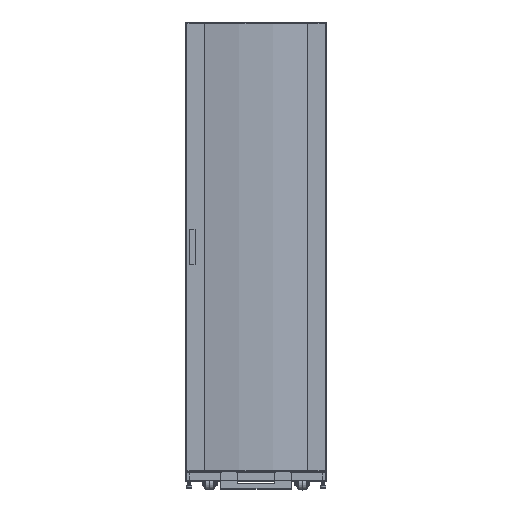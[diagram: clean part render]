
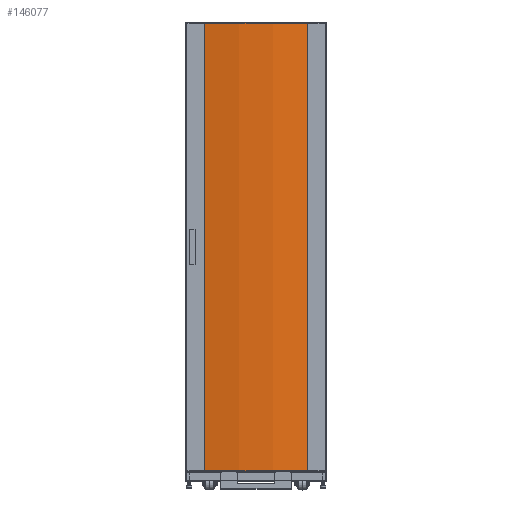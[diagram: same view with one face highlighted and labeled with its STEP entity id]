
A CAD part, top view. The second image highlights one B-rep face of the part: STEP entity #146077.
In plain terms, the highlighted cylindrical face has radius 1032.2 mm (diameter 2064.39 mm), a partial arc.
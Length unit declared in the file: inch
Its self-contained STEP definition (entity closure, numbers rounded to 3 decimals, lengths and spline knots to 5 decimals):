
#2447 = DIRECTION ( 'NONE',  ( 0., -1., 0. ) ) ;
#3012 = ORIENTED_EDGE ( 'NONE', *, *, #68677, .T. ) ;
#4241 = CARTESIAN_POINT ( 'NONE',  ( 8.61998, -37.6378, 0.00045 ) ) ;
#4812 = ORIENTED_EDGE ( 'NONE', *, *, #62959, .T. ) ;
#12819 = EDGE_LOOP ( 'NONE', ( #123793, #4812, #3012, #116432 ) ) ;
#29723 = CARTESIAN_POINT ( 'NONE',  ( 0., -37.6378, -39.71247 ) ) ;
#30644 = FACE_OUTER_BOUND ( 'NONE', #12819, .T. ) ;
#35623 = CARTESIAN_POINT ( 'NONE',  ( -8.61998, 37.6378, 0.00045 ) ) ;
#42241 = CYLINDRICAL_SURFACE ( 'NONE', #150251, 40.63767 ) ;
#48126 = EDGE_CURVE ( 'NONE', #48916, #153076, #129649, .T. ) ;
#48916 = VERTEX_POINT ( 'NONE', #140757 ) ;
#52196 = DIRECTION ( 'NONE',  ( 0., 1., 0. ) ) ;
#55359 = AXIS2_PLACEMENT_3D ( 'NONE', #162342, #114716, #136588 ) ;
#56191 = LINE ( 'NONE', #57003, #74175 ) ;
#56863 = CARTESIAN_POINT ( 'NONE',  ( -8.61998, -37.6378, 0.00045 ) ) ;
#57003 = CARTESIAN_POINT ( 'NONE',  ( -8.61998, 37.6378, 0.00045 ) ) ;
#62959 = EDGE_CURVE ( 'NONE', #153076, #145411, #56191, .T. ) ;
#66410 = CARTESIAN_POINT ( 'NONE',  ( 0., 37.6378, -39.71247 ) ) ;
#68677 = EDGE_CURVE ( 'NONE', #145411, #69329, #148499, .T. ) ;
#69329 = VERTEX_POINT ( 'NONE', #4241 ) ;
#74175 = VECTOR ( 'NONE', #118439, 39.37008 ) ;
#78807 = CARTESIAN_POINT ( 'NONE',  ( 8.61998, 37.6378, 0.00045 ) ) ;
#92937 = DIRECTION ( 'NONE',  ( 0., 0., -1. ) ) ;
#114433 = LINE ( 'NONE', #78807, #153814 ) ;
#114716 = DIRECTION ( 'NONE',  ( 0., -1., 0. ) ) ;
#116027 = DIRECTION ( 'NONE',  ( 0., 1., 0. ) ) ;
#116432 = ORIENTED_EDGE ( 'NONE', *, *, #119478, .T. ) ;
#116900 = AXIS2_PLACEMENT_3D ( 'NONE', #29723, #116027, #155135 ) ;
#118439 = DIRECTION ( 'NONE',  ( 0., -1., 0. ) ) ;
#119478 = EDGE_CURVE ( 'NONE', #69329, #48916, #114433, .T. ) ;
#123793 = ORIENTED_EDGE ( 'NONE', *, *, #48126, .T. ) ;
#129649 = CIRCLE ( 'NONE', #55359, 40.63767 ) ;
#136588 = DIRECTION ( 'NONE',  ( 0., 0., -1. ) ) ;
#140757 = CARTESIAN_POINT ( 'NONE',  ( 8.61998, 37.6378, 0.00045 ) ) ;
#145411 = VERTEX_POINT ( 'NONE', #56863 ) ;
#146077 = ADVANCED_FACE ( 'NONE', ( #30644 ), #42241, .T. ) ;
#148499 = CIRCLE ( 'NONE', #116900, 40.63767 ) ;
#150251 = AXIS2_PLACEMENT_3D ( 'NONE', #66410, #2447, #92937 ) ;
#153076 = VERTEX_POINT ( 'NONE', #35623 ) ;
#153814 = VECTOR ( 'NONE', #52196, 39.37008 ) ;
#155135 = DIRECTION ( 'NONE',  ( 0., 0., -1. ) ) ;
#162342 = CARTESIAN_POINT ( 'NONE',  ( 0., 37.6378, -39.71247 ) ) ;
